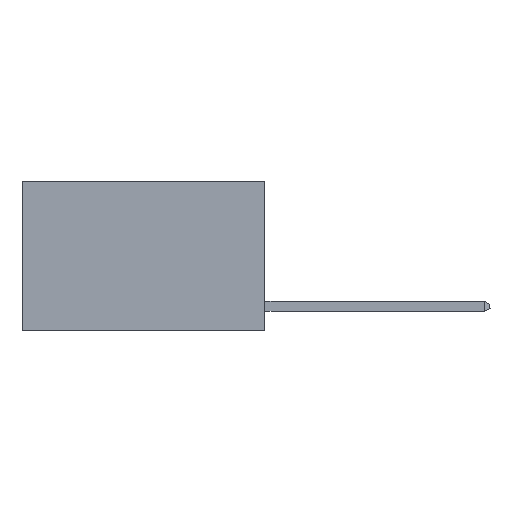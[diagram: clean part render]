
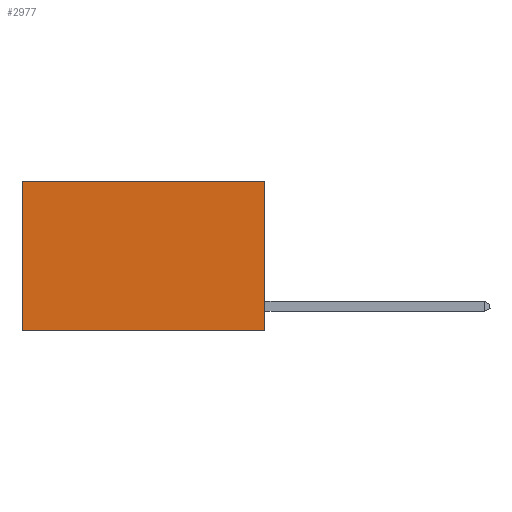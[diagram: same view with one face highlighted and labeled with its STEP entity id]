
A CAD part, left-side view. The second image highlights one B-rep face of the part: STEP entity #2977.
In plain terms, the highlighted planar face has unit normal (-1, 0, 0).
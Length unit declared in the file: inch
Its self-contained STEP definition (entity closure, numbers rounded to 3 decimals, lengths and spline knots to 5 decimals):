
#551 = VERTEX_POINT ( 'NONE', #3704 ) ;
#750 = VECTOR ( 'NONE', #3175, 39.37008 ) ;
#843 = DIRECTION ( 'NONE',  ( 0., 0., -1. ) ) ;
#905 = CARTESIAN_POINT ( 'NONE',  ( 0.2625, 0., 0. ) ) ;
#1002 = CARTESIAN_POINT ( 'NONE',  ( 0.2625, 0., 0. ) ) ;
#1014 = VERTEX_POINT ( 'NONE', #3624 ) ;
#1142 = DIRECTION ( 'NONE',  ( 1., 0., 0. ) ) ;
#1420 = CARTESIAN_POINT ( 'NONE',  ( 0.2625, 0., 0. ) ) ;
#1851 = LINE ( 'NONE', #1002, #7873 ) ;
#1885 = VERTEX_POINT ( 'NONE', #1420 ) ;
#2271 = ORIENTED_EDGE ( 'NONE', *, *, #6733, .T. ) ;
#2826 = ORIENTED_EDGE ( 'NONE', *, *, #11073, .T. ) ;
#2977 = ADVANCED_FACE ( 'NONE', ( #3012 ), #3084, .F. ) ;
#3012 = FACE_OUTER_BOUND ( 'NONE', #6618, .T. ) ;
#3084 = PLANE ( 'NONE',  #10226 ) ;
#3175 = DIRECTION ( 'NONE',  ( 0., 0., -1. ) ) ;
#3624 = CARTESIAN_POINT ( 'NONE',  ( 0.2625, 0.6, 0. ) ) ;
#3697 = CARTESIAN_POINT ( 'NONE',  ( 0.2625, 0., -0.37 ) ) ;
#3704 = CARTESIAN_POINT ( 'NONE',  ( 0.2625, 0.6, -0.37 ) ) ;
#4269 = LINE ( 'NONE', #10955, #750 ) ;
#4310 = EDGE_CURVE ( 'NONE', #10724, #551, #5743, .T. ) ;
#5743 = LINE ( 'NONE', #5805, #6573 ) ;
#5805 = CARTESIAN_POINT ( 'NONE',  ( 0.2625, 0., -0.37 ) ) ;
#6080 = DIRECTION ( 'NONE',  ( 0., 0., -1. ) ) ;
#6420 = VECTOR ( 'NONE', #843, 39.37008 ) ;
#6573 = VECTOR ( 'NONE', #6767, 39.37008 ) ;
#6575 = EDGE_CURVE ( 'NONE', #1885, #10724, #11651, .T. ) ;
#6618 = EDGE_LOOP ( 'NONE', ( #2826, #7211, #7847, #2271 ) ) ;
#6733 = EDGE_CURVE ( 'NONE', #1885, #1014, #1851, .T. ) ;
#6767 = DIRECTION ( 'NONE',  ( 0., 1., 0. ) ) ;
#7211 = ORIENTED_EDGE ( 'NONE', *, *, #4310, .F. ) ;
#7847 = ORIENTED_EDGE ( 'NONE', *, *, #6575, .F. ) ;
#7862 = DIRECTION ( 'NONE',  ( 0., 1., 0. ) ) ;
#7873 = VECTOR ( 'NONE', #7862, 39.37008 ) ;
#9925 = CARTESIAN_POINT ( 'NONE',  ( 0.2625, 0., 0. ) ) ;
#10226 = AXIS2_PLACEMENT_3D ( 'NONE', #9925, #1142, #6080 ) ;
#10724 = VERTEX_POINT ( 'NONE', #3697 ) ;
#10955 = CARTESIAN_POINT ( 'NONE',  ( 0.2625, 0.6, 0. ) ) ;
#11073 = EDGE_CURVE ( 'NONE', #1014, #551, #4269, .T. ) ;
#11651 = LINE ( 'NONE', #905, #6420 ) ;
